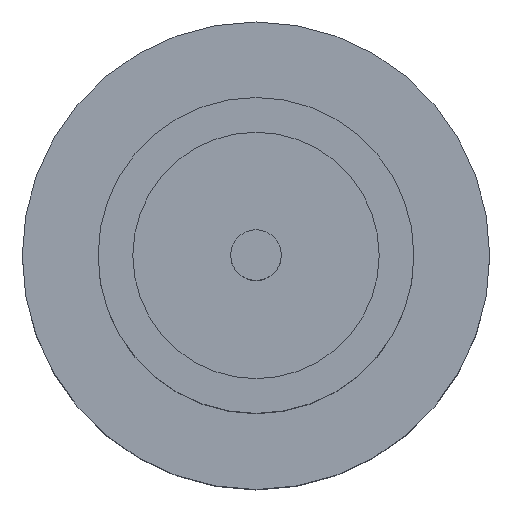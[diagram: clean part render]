
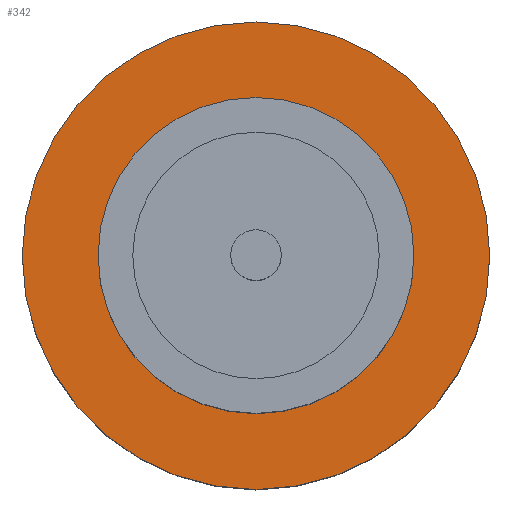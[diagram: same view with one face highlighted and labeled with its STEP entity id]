
A CAD part, top view. The second image highlights one B-rep face of the part: STEP entity #342.
In plain terms, the highlighted planar face has unit normal (0, 0, 1).
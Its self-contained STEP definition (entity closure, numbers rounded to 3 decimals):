
#11 = DIRECTION ( 'NONE',  ( 0., 0., 1. ) ) ;
#43 = EDGE_CURVE ( 'NONE', #675, #683, #94, .T. ) ;
#67 = ORIENTED_EDGE ( 'NONE', *, *, #85, .T. ) ;
#70 = DIRECTION ( 'NONE',  ( 1., 0., 0. ) ) ;
#85 = EDGE_CURVE ( 'NONE', #266, #492, #126, .T. ) ;
#94 = CIRCLE ( 'NONE', #95, 1.25 ) ;
#95 = AXIS2_PLACEMENT_3D ( 'NONE', #799, #797, #70 ) ;
#126 = CIRCLE ( 'NONE', #672, 1.85 ) ;
#132 = DIRECTION ( 'NONE',  ( 1., 0., 0. ) ) ;
#159 = FACE_BOUND ( 'NONE', #828, .T. ) ;
#161 = DIRECTION ( 'NONE',  ( 1., 0., 0. ) ) ;
#194 = AXIS2_PLACEMENT_3D ( 'NONE', #486, #324, #339 ) ;
#232 = CIRCLE ( 'NONE', #716, 1.25 ) ;
#266 = VERTEX_POINT ( 'NONE', #802 ) ;
#304 = CARTESIAN_POINT ( 'NONE',  ( 1.25, 0., 1.55 ) ) ;
#313 = CIRCLE ( 'NONE', #314, 1.85 ) ;
#314 = AXIS2_PLACEMENT_3D ( 'NONE', #396, #11, #532 ) ;
#319 = ORIENTED_EDGE ( 'NONE', *, *, #478, .T. ) ;
#324 = DIRECTION ( 'NONE',  ( 0., 0., 1. ) ) ;
#339 = DIRECTION ( 'NONE',  ( 1., 0., 0. ) ) ;
#342 = ADVANCED_FACE ( 'NONE', ( #159, #714 ), #690, .T. ) ;
#396 = CARTESIAN_POINT ( 'NONE',  ( 0., 0., 1.55 ) ) ;
#429 = DIRECTION ( 'NONE',  ( 0., 0., 1. ) ) ;
#478 = EDGE_CURVE ( 'NONE', #492, #266, #313, .T. ) ;
#486 = CARTESIAN_POINT ( 'NONE',  ( 0., 0., 1.55 ) ) ;
#492 = VERTEX_POINT ( 'NONE', #542 ) ;
#500 = CARTESIAN_POINT ( 'NONE',  ( 0., 0., 1.55 ) ) ;
#532 = DIRECTION ( 'NONE',  ( 1., 0., 0. ) ) ;
#542 = CARTESIAN_POINT ( 'NONE',  ( 1.85, 0., 1.55 ) ) ;
#610 = CARTESIAN_POINT ( 'NONE',  ( -1.25, 0., 1.55 ) ) ;
#635 = ORIENTED_EDGE ( 'NONE', *, *, #43, .F. ) ;
#672 = AXIS2_PLACEMENT_3D ( 'NONE', #500, #429, #161 ) ;
#675 = VERTEX_POINT ( 'NONE', #304 ) ;
#683 = VERTEX_POINT ( 'NONE', #610 ) ;
#690 = PLANE ( 'NONE',  #194 ) ;
#693 = CARTESIAN_POINT ( 'NONE',  ( 0., 0., 1.55 ) ) ;
#710 = EDGE_LOOP ( 'NONE', ( #67, #319 ) ) ;
#714 = FACE_OUTER_BOUND ( 'NONE', #710, .T. ) ;
#716 = AXIS2_PLACEMENT_3D ( 'NONE', #693, #751, #132 ) ;
#732 = EDGE_CURVE ( 'NONE', #683, #675, #232, .T. ) ;
#751 = DIRECTION ( 'NONE',  ( 0., 0., 1. ) ) ;
#758 = ORIENTED_EDGE ( 'NONE', *, *, #732, .F. ) ;
#797 = DIRECTION ( 'NONE',  ( 0., 0., 1. ) ) ;
#799 = CARTESIAN_POINT ( 'NONE',  ( 0., 0., 1.55 ) ) ;
#802 = CARTESIAN_POINT ( 'NONE',  ( -1.85, 0., 1.55 ) ) ;
#828 = EDGE_LOOP ( 'NONE', ( #635, #758 ) ) ;
